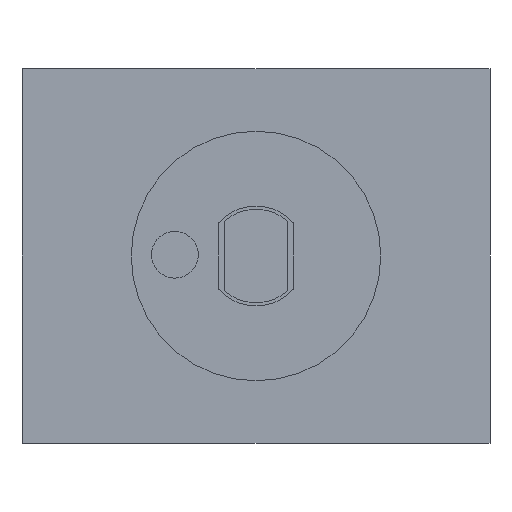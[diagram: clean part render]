
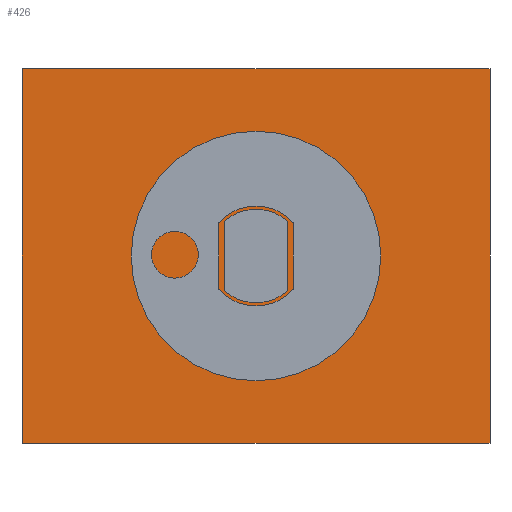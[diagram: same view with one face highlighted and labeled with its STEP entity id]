
A CAD part, left-side view. The second image highlights one B-rep face of the part: STEP entity #426.
In plain terms, the highlighted planar face has unit normal (-1, 0, 0).
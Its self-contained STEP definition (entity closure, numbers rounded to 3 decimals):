
#17=FACE_BOUND('',#70,.T.);
#44=FACE_OUTER_BOUND('',#69,.T.);
#69=EDGE_LOOP('',(#339,#340,#341,#342));
#70=EDGE_LOOP('',(#343,#344,#345,#346));
#89=CIRCLE('',#451,1.5);
#91=CIRCLE('',#455,1.5);
#105=LINE('',#622,#145);
#112=LINE('',#641,#152);
#119=LINE('',#661,#159);
#123=LINE('',#672,#163);
#130=LINE('',#689,#170);
#131=LINE('',#691,#171);
#145=VECTOR('',#493,10.);
#152=VECTOR('',#510,10.);
#159=VECTOR('',#529,10.);
#163=VECTOR('',#541,10.);
#170=VECTOR('',#560,10.);
#171=VECTOR('',#563,10.);
#186=VERTEX_POINT('',#620);
#187=VERTEX_POINT('',#621);
#193=VERTEX_POINT('',#639);
#194=VERTEX_POINT('',#640);
#197=VERTEX_POINT('',#651);
#198=VERTEX_POINT('',#652);
#201=VERTEX_POINT('',#660);
#203=VERTEX_POINT('',#666);
#224=EDGE_CURVE('',#186,#187,#105,.T.);
#233=EDGE_CURVE('',#193,#194,#112,.T.);
#239=EDGE_CURVE('',#197,#198,#89,.T.);
#243=EDGE_CURVE('',#198,#201,#119,.T.);
#246=EDGE_CURVE('',#201,#203,#91,.T.);
#249=EDGE_CURVE('',#203,#197,#123,.T.);
#258=EDGE_CURVE('',#187,#193,#130,.T.);
#259=EDGE_CURVE('',#194,#186,#131,.T.);
#339=ORIENTED_EDGE('',*,*,#224,.T.);
#340=ORIENTED_EDGE('',*,*,#258,.T.);
#341=ORIENTED_EDGE('',*,*,#233,.T.);
#342=ORIENTED_EDGE('',*,*,#259,.T.);
#343=ORIENTED_EDGE('',*,*,#239,.T.);
#344=ORIENTED_EDGE('',*,*,#243,.T.);
#345=ORIENTED_EDGE('',*,*,#246,.T.);
#346=ORIENTED_EDGE('',*,*,#249,.T.);
#405=PLANE('',#464);
#426=ADVANCED_FACE('',(#44,#17),#405,.T.);
#451=AXIS2_PLACEMENT_3D('',#653,#521,#522);
#455=AXIS2_PLACEMENT_3D('',#667,#534,#535);
#464=AXIS2_PLACEMENT_3D('',#690,#561,#562);
#493=DIRECTION('',(0.,0.,-1.));
#510=DIRECTION('',(0.,0.,1.));
#521=DIRECTION('center_axis',(1.,0.,0.));
#522=DIRECTION('ref_axis',(0.,0.,1.));
#529=DIRECTION('',(0.,0.,1.));
#534=DIRECTION('center_axis',(1.,0.,0.));
#535=DIRECTION('ref_axis',(0.,0.,1.));
#541=DIRECTION('',(0.,0.,-1.));
#560=DIRECTION('',(0.,-1.,0.));
#561=DIRECTION('center_axis',(-1.,0.,0.));
#562=DIRECTION('ref_axis',(0.,0.,1.));
#563=DIRECTION('',(0.,1.,0.));
#620=CARTESIAN_POINT('',(39.,2.5,6.));
#621=CARTESIAN_POINT('',(39.,2.5,-6.));
#622=CARTESIAN_POINT('',(39.,2.5,6.));
#639=CARTESIAN_POINT('',(39.,-12.5,-6.));
#640=CARTESIAN_POINT('',(39.,-12.5,6.));
#641=CARTESIAN_POINT('',(39.,-12.5,-6.));
#651=CARTESIAN_POINT('',(39.,-6.,-1.118));
#652=CARTESIAN_POINT('',(39.,-4.,-1.118));
#653=CARTESIAN_POINT('Origin',(39.,-5.,0.));
#660=CARTESIAN_POINT('',(39.,-4.,1.118));
#661=CARTESIAN_POINT('',(39.,-4.,-2.441));
#666=CARTESIAN_POINT('',(39.,-6.,1.118));
#667=CARTESIAN_POINT('Origin',(39.,-5.,0.));
#672=CARTESIAN_POINT('',(39.,-6.,-3.559));
#689=CARTESIAN_POINT('',(39.,2.5,-6.));
#690=CARTESIAN_POINT('Origin',(39.,-12.5,-6.));
#691=CARTESIAN_POINT('',(39.,-12.5,6.));
